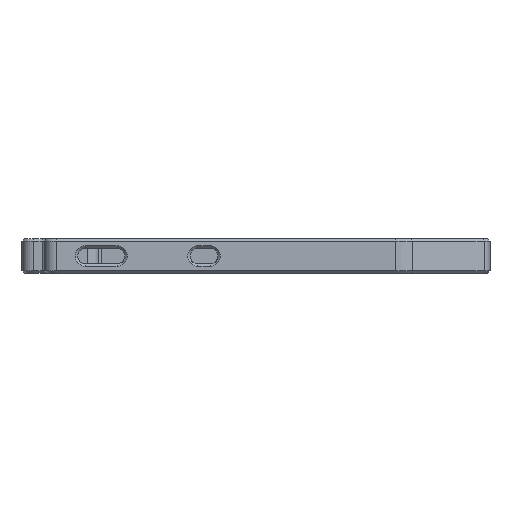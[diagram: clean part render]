
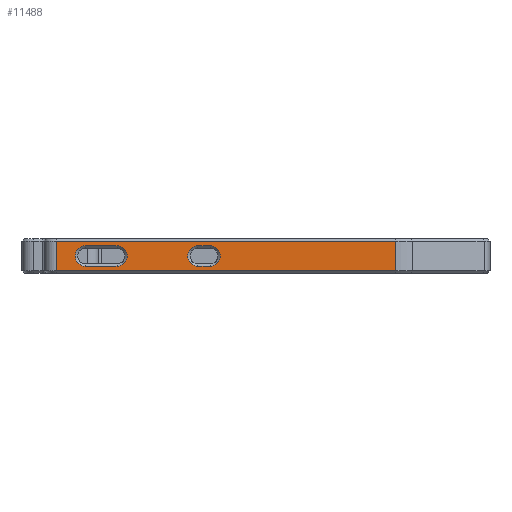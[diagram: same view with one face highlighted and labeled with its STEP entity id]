
A CAD part, left-side view. The second image highlights one B-rep face of the part: STEP entity #11488.
In plain terms, the highlighted planar face has unit normal (-1, 0, 0).
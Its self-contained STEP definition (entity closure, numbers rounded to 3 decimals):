
#3614 = VERTEX_POINT('',#3615);
#3615 = CARTESIAN_POINT('',(116.5,-13.345,5.8));
#3621 = EDGE_CURVE('',#3614,#3622,#3624,.T.);
#3622 = VERTEX_POINT('',#3623);
#3623 = CARTESIAN_POINT('',(116.5,-6.655,5.8));
#3624 = LINE('',#3625,#3626);
#3625 = CARTESIAN_POINT('',(116.5,-13.345,5.8));
#3626 = VECTOR('',#3627,1.);
#3627 = DIRECTION('',(0.,1.,0.));
#3896 = VERTEX_POINT('',#3897);
#3897 = CARTESIAN_POINT('',(116.5,-33.05,5.8));
#3903 = EDGE_CURVE('',#3896,#3904,#3906,.T.);
#3904 = VERTEX_POINT('',#3905);
#3905 = CARTESIAN_POINT('',(116.5,-30.45,5.8));
#3906 = LINE('',#3907,#3908);
#3907 = CARTESIAN_POINT('',(116.5,-33.05,5.8));
#3908 = VECTOR('',#3909,1.);
#3909 = DIRECTION('',(0.,1.,0.));
#7911 = VERTEX_POINT('',#7912);
#7912 = CARTESIAN_POINT('',(116.5,-0.5,6.8));
#7959 = EDGE_CURVE('',#7911,#7960,#7962,.T.);
#7960 = VERTEX_POINT('',#7961);
#7961 = CARTESIAN_POINT('',(116.5,-72.289,6.8));
#7962 = LINE('',#7963,#7964);
#7963 = CARTESIAN_POINT('',(116.5,-0.5,6.8));
#7964 = VECTOR('',#7965,1.);
#7965 = DIRECTION('',(-0.,-1.,-0.));
#11342 = EDGE_CURVE('',#3622,#11343,#11345,.T.);
#11343 = VERTEX_POINT('',#11344);
#11344 = CARTESIAN_POINT('',(116.5,-6.655,1.49));
#11345 = CIRCLE('',#11346,2.155);
#11346 = AXIS2_PLACEMENT_3D('',#11347,#11348,#11349);
#11347 = CARTESIAN_POINT('',(116.5,-6.655,3.645));
#11348 = DIRECTION('',(-1.,0.,0.));
#11349 = DIRECTION('',(0.,0.,1.));
#11468 = VERTEX_POINT('',#11469);
#11469 = CARTESIAN_POINT('',(116.5,-13.345,1.49));
#11475 = EDGE_CURVE('',#11468,#3614,#11476,.T.);
#11476 = CIRCLE('',#11477,2.155);
#11477 = AXIS2_PLACEMENT_3D('',#11478,#11479,#11480);
#11478 = CARTESIAN_POINT('',(116.5,-13.345,3.645));
#11479 = DIRECTION('',(-1.,0.,0.));
#11480 = DIRECTION('',(0.,0.,-1.));
#11488 = ADVANCED_FACE('',(#11489,#11516,#11541),#11552,.T.);
#11489 = FACE_BOUND('',#11490,.F.);
#11490 = EDGE_LOOP('',(#11491,#11500,#11501,#11510));
#11491 = ORIENTED_EDGE('',*,*,#11492,.T.);
#11492 = EDGE_CURVE('',#11493,#3896,#11495,.T.);
#11493 = VERTEX_POINT('',#11494);
#11494 = CARTESIAN_POINT('',(116.5,-33.05,1.49));
#11495 = CIRCLE('',#11496,2.155);
#11496 = AXIS2_PLACEMENT_3D('',#11497,#11498,#11499);
#11497 = CARTESIAN_POINT('',(116.5,-33.05,3.645));
#11498 = DIRECTION('',(-1.,0.,0.));
#11499 = DIRECTION('',(0.,0.,-1.));
#11500 = ORIENTED_EDGE('',*,*,#3903,.T.);
#11501 = ORIENTED_EDGE('',*,*,#11502,.T.);
#11502 = EDGE_CURVE('',#3904,#11503,#11505,.T.);
#11503 = VERTEX_POINT('',#11504);
#11504 = CARTESIAN_POINT('',(116.5,-30.45,1.49));
#11505 = CIRCLE('',#11506,2.155);
#11506 = AXIS2_PLACEMENT_3D('',#11507,#11508,#11509);
#11507 = CARTESIAN_POINT('',(116.5,-30.45,3.645));
#11508 = DIRECTION('',(-1.,0.,0.));
#11509 = DIRECTION('',(0.,0.,1.));
#11510 = ORIENTED_EDGE('',*,*,#11511,.T.);
#11511 = EDGE_CURVE('',#11503,#11493,#11512,.T.);
#11512 = LINE('',#11513,#11514);
#11513 = CARTESIAN_POINT('',(116.5,-30.45,1.49));
#11514 = VECTOR('',#11515,1.);
#11515 = DIRECTION('',(0.,-1.,0.));
#11516 = FACE_BOUND('',#11517,.F.);
#11517 = EDGE_LOOP('',(#11518,#11526,#11534,#11540));
#11518 = ORIENTED_EDGE('',*,*,#11519,.T.);
#11519 = EDGE_CURVE('',#7960,#11520,#11522,.T.);
#11520 = VERTEX_POINT('',#11521);
#11521 = CARTESIAN_POINT('',(116.5,-72.289,0.5));
#11522 = LINE('',#11523,#11524);
#11523 = CARTESIAN_POINT('',(116.5,-72.289,7.3));
#11524 = VECTOR('',#11525,1.);
#11525 = DIRECTION('',(-0.,-0.,-1.));
#11526 = ORIENTED_EDGE('',*,*,#11527,.F.);
#11527 = EDGE_CURVE('',#11528,#11520,#11530,.T.);
#11528 = VERTEX_POINT('',#11529);
#11529 = CARTESIAN_POINT('',(116.5,-0.5,0.5));
#11530 = LINE('',#11531,#11532);
#11531 = CARTESIAN_POINT('',(116.5,-0.5,0.5));
#11532 = VECTOR('',#11533,1.);
#11533 = DIRECTION('',(0.,-1.,0.));
#11534 = ORIENTED_EDGE('',*,*,#11535,.F.);
#11535 = EDGE_CURVE('',#7911,#11528,#11536,.T.);
#11536 = LINE('',#11537,#11538);
#11537 = CARTESIAN_POINT('',(116.5,-0.5,7.3));
#11538 = VECTOR('',#11539,1.);
#11539 = DIRECTION('',(-0.,-0.,-1.));
#11540 = ORIENTED_EDGE('',*,*,#7959,.T.);
#11541 = FACE_BOUND('',#11542,.F.);
#11542 = EDGE_LOOP('',(#11543,#11544,#11545,#11546));
#11543 = ORIENTED_EDGE('',*,*,#11475,.T.);
#11544 = ORIENTED_EDGE('',*,*,#3621,.T.);
#11545 = ORIENTED_EDGE('',*,*,#11342,.T.);
#11546 = ORIENTED_EDGE('',*,*,#11547,.T.);
#11547 = EDGE_CURVE('',#11343,#11468,#11548,.T.);
#11548 = LINE('',#11549,#11550);
#11549 = CARTESIAN_POINT('',(116.5,-6.655,1.49));
#11550 = VECTOR('',#11551,1.);
#11551 = DIRECTION('',(0.,-1.,0.));
#11552 = PLANE('',#11553);
#11553 = AXIS2_PLACEMENT_3D('',#11554,#11555,#11556);
#11554 = CARTESIAN_POINT('',(116.5,0.,0.));
#11555 = DIRECTION('',(-1.,-0.,-0.));
#11556 = DIRECTION('',(0.,1.,0.));
